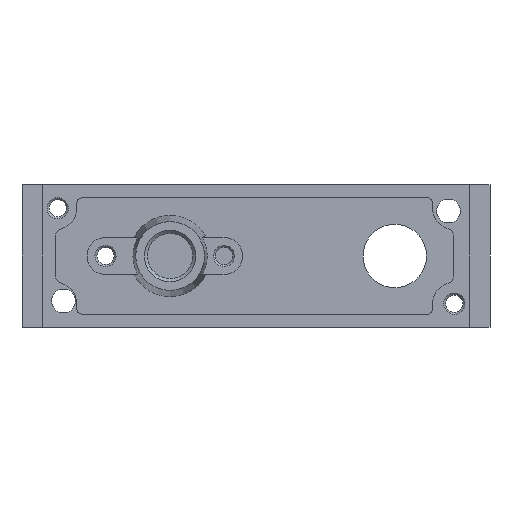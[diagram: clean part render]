
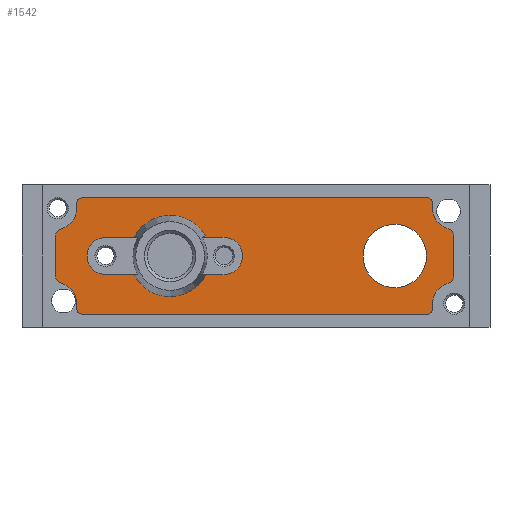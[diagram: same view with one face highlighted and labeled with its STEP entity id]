
A CAD part, front view. The second image highlights one B-rep face of the part: STEP entity #1542.
In plain terms, the highlighted planar face has unit normal (0, -1, 0).
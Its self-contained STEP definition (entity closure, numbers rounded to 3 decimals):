
#146=LINE('',#2501,#282);
#150=LINE('',#2513,#286);
#153=LINE('',#2521,#289);
#156=LINE('',#2529,#292);
#160=LINE('',#2541,#296);
#164=LINE('',#2553,#300);
#167=LINE('',#2561,#303);
#170=LINE('',#2569,#306);
#172=LINE('',#2575,#308);
#173=LINE('',#2579,#309);
#174=LINE('',#2580,#310);
#175=LINE('',#2584,#311);
#282=VECTOR('',#2015,1000.);
#286=VECTOR('',#2029,1000.);
#289=VECTOR('',#2038,1000.);
#292=VECTOR('',#2047,1000.);
#296=VECTOR('',#2061,1000.);
#300=VECTOR('',#2075,1000.);
#303=VECTOR('',#2084,1000.);
#306=VECTOR('',#2093,1000.);
#308=VECTOR('',#2101,1000.);
#309=VECTOR('',#2104,1000.);
#310=VECTOR('',#2105,1000.);
#311=VECTOR('',#2108,1000.);
#359=PLANE('',#1697);
#704=ORIENTED_EDGE('',*,*,#976,.F.);
#705=ORIENTED_EDGE('',*,*,#977,.F.);
#706=ORIENTED_EDGE('',*,*,#978,.F.);
#707=ORIENTED_EDGE('',*,*,#796,.F.);
#708=ORIENTED_EDGE('',*,*,#979,.F.);
#709=ORIENTED_EDGE('',*,*,#980,.F.);
#710=ORIENTED_EDGE('',*,*,#981,.F.);
#711=ORIENTED_EDGE('',*,*,#800,.F.);
#712=ORIENTED_EDGE('',*,*,#982,.F.);
#713=ORIENTED_EDGE('',*,*,#937,.F.);
#714=ORIENTED_EDGE('',*,*,#975,.T.);
#715=ORIENTED_EDGE('',*,*,#973,.F.);
#716=ORIENTED_EDGE('',*,*,#971,.F.);
#717=ORIENTED_EDGE('',*,*,#969,.F.);
#718=ORIENTED_EDGE('',*,*,#967,.F.);
#719=ORIENTED_EDGE('',*,*,#965,.F.);
#720=ORIENTED_EDGE('',*,*,#963,.T.);
#721=ORIENTED_EDGE('',*,*,#961,.F.);
#722=ORIENTED_EDGE('',*,*,#959,.F.);
#723=ORIENTED_EDGE('',*,*,#957,.F.);
#724=ORIENTED_EDGE('',*,*,#955,.T.);
#725=ORIENTED_EDGE('',*,*,#953,.F.);
#726=ORIENTED_EDGE('',*,*,#951,.F.);
#727=ORIENTED_EDGE('',*,*,#949,.F.);
#728=ORIENTED_EDGE('',*,*,#947,.F.);
#729=ORIENTED_EDGE('',*,*,#945,.F.);
#730=ORIENTED_EDGE('',*,*,#943,.T.);
#731=ORIENTED_EDGE('',*,*,#941,.F.);
#732=ORIENTED_EDGE('',*,*,#939,.F.);
#796=EDGE_CURVE('',#1006,#1007,#1152,.F.);
#800=EDGE_CURVE('',#1010,#1004,#1154,.F.);
#937=EDGE_CURVE('',#1112,#1113,#1194,.T.);
#939=EDGE_CURVE('',#1113,#1114,#146,.T.);
#941=EDGE_CURVE('',#1114,#1115,#1195,.T.);
#943=EDGE_CURVE('',#1116,#1115,#1196,.T.);
#945=EDGE_CURVE('',#1116,#1117,#150,.T.);
#947=EDGE_CURVE('',#1117,#1118,#1197,.T.);
#949=EDGE_CURVE('',#1118,#1119,#153,.T.);
#951=EDGE_CURVE('',#1119,#1120,#1198,.T.);
#953=EDGE_CURVE('',#1120,#1121,#156,.T.);
#955=EDGE_CURVE('',#1122,#1121,#1199,.T.);
#957=EDGE_CURVE('',#1122,#1123,#1200,.T.);
#959=EDGE_CURVE('',#1123,#1124,#160,.T.);
#961=EDGE_CURVE('',#1124,#1125,#1201,.T.);
#963=EDGE_CURVE('',#1126,#1125,#1202,.T.);
#965=EDGE_CURVE('',#1126,#1127,#164,.T.);
#967=EDGE_CURVE('',#1127,#1128,#1203,.T.);
#969=EDGE_CURVE('',#1128,#1129,#167,.T.);
#971=EDGE_CURVE('',#1129,#1130,#1204,.T.);
#973=EDGE_CURVE('',#1130,#1131,#170,.T.);
#975=EDGE_CURVE('',#1112,#1131,#1205,.T.);
#976=EDGE_CURVE('',#1132,#1010,#172,.T.);
#977=EDGE_CURVE('',#1133,#1132,#1206,.F.);
#978=EDGE_CURVE('',#1007,#1133,#173,.T.);
#979=EDGE_CURVE('',#1134,#1006,#174,.T.);
#980=EDGE_CURVE('',#1135,#1134,#1207,.F.);
#981=EDGE_CURVE('',#1004,#1135,#175,.T.);
#982=EDGE_CURVE('',#1136,#1136,#1208,.T.);
#1004=VERTEX_POINT('',#2192);
#1006=VERTEX_POINT('',#2199);
#1007=VERTEX_POINT('',#2201);
#1010=VERTEX_POINT('',#2213);
#1112=VERTEX_POINT('',#2496);
#1113=VERTEX_POINT('',#2498);
#1114=VERTEX_POINT('',#2502);
#1115=VERTEX_POINT('',#2506);
#1116=VERTEX_POINT('',#2510);
#1117=VERTEX_POINT('',#2514);
#1118=VERTEX_POINT('',#2518);
#1119=VERTEX_POINT('',#2522);
#1120=VERTEX_POINT('',#2526);
#1121=VERTEX_POINT('',#2530);
#1122=VERTEX_POINT('',#2534);
#1123=VERTEX_POINT('',#2538);
#1124=VERTEX_POINT('',#2542);
#1125=VERTEX_POINT('',#2546);
#1126=VERTEX_POINT('',#2550);
#1127=VERTEX_POINT('',#2554);
#1128=VERTEX_POINT('',#2558);
#1129=VERTEX_POINT('',#2562);
#1130=VERTEX_POINT('',#2566);
#1131=VERTEX_POINT('',#2570);
#1132=VERTEX_POINT('',#2576);
#1133=VERTEX_POINT('',#2578);
#1134=VERTEX_POINT('',#2581);
#1135=VERTEX_POINT('',#2583);
#1136=VERTEX_POINT('',#2586);
#1152=CIRCLE('',#1580,7.681);
#1154=CIRCLE('',#1582,7.681);
#1194=CIRCLE('',#1666,1.5);
#1195=CIRCLE('',#1669,1.5);
#1196=CIRCLE('',#1671,4.);
#1197=CIRCLE('',#1674,1.);
#1198=CIRCLE('',#1677,1.);
#1199=CIRCLE('',#1680,4.);
#1200=CIRCLE('',#1682,1.5);
#1201=CIRCLE('',#1685,1.5);
#1202=CIRCLE('',#1687,4.);
#1203=CIRCLE('',#1690,1.);
#1204=CIRCLE('',#1693,1.);
#1205=CIRCLE('',#1696,4.);
#1206=CIRCLE('',#1698,3.5);
#1207=CIRCLE('',#1699,3.5);
#1208=CIRCLE('',#1700,6.);
#1306=EDGE_LOOP('',(#704,#705,#706,#707,#708,#709,#710,#711));
#1307=EDGE_LOOP('',(#712));
#1308=EDGE_LOOP('',(#713,#714,#715,#716,#717,#718,#719,#720,#721,#722,#723,
#724,#725,#726,#727,#728,#729,#730,#731,#732));
#1430=FACE_BOUND('',#1306,.T.);
#1431=FACE_BOUND('',#1307,.T.);
#1432=FACE_BOUND('',#1308,.T.);
#1542=ADVANCED_FACE('',(#1430,#1431,#1432),#359,.F.);
#1580=AXIS2_PLACEMENT_3D('',#2200,#1741,#1742);
#1582=AXIS2_PLACEMENT_3D('',#2214,#1745,#1746);
#1666=AXIS2_PLACEMENT_3D('',#2497,#2010,#2011);
#1669=AXIS2_PLACEMENT_3D('',#2505,#2019,#2020);
#1671=AXIS2_PLACEMENT_3D('',#2509,#2024,#2025);
#1674=AXIS2_PLACEMENT_3D('',#2517,#2033,#2034);
#1677=AXIS2_PLACEMENT_3D('',#2525,#2042,#2043);
#1680=AXIS2_PLACEMENT_3D('',#2533,#2051,#2052);
#1682=AXIS2_PLACEMENT_3D('',#2537,#2056,#2057);
#1685=AXIS2_PLACEMENT_3D('',#2545,#2065,#2066);
#1687=AXIS2_PLACEMENT_3D('',#2549,#2070,#2071);
#1690=AXIS2_PLACEMENT_3D('',#2557,#2079,#2080);
#1693=AXIS2_PLACEMENT_3D('',#2565,#2088,#2089);
#1696=AXIS2_PLACEMENT_3D('',#2573,#2097,#2098);
#1697=AXIS2_PLACEMENT_3D('',#2574,#2099,#2100);
#1698=AXIS2_PLACEMENT_3D('',#2577,#2102,#2103);
#1699=AXIS2_PLACEMENT_3D('',#2582,#2106,#2107);
#1700=AXIS2_PLACEMENT_3D('',#2585,#2109,#2110);
#1741=DIRECTION('',(0.,1.,0.));
#1742=DIRECTION('',(0.,0.,1.));
#1745=DIRECTION('',(0.,1.,0.));
#1746=DIRECTION('',(0.,0.,1.));
#2010=DIRECTION('',(0.,1.,0.));
#2011=DIRECTION('',(1.,0.,0.));
#2015=DIRECTION('',(0.,0.,1.));
#2019=DIRECTION('',(0.,1.,0.));
#2020=DIRECTION('',(1.,0.,0.));
#2024=DIRECTION('',(0.,1.,0.));
#2025=DIRECTION('',(1.,0.,0.));
#2029=DIRECTION('',(0.,0.,1.));
#2033=DIRECTION('',(0.,1.,0.));
#2034=DIRECTION('',(1.,0.,0.));
#2038=DIRECTION('',(1.,0.,0.));
#2042=DIRECTION('',(0.,1.,0.));
#2043=DIRECTION('',(1.,0.,0.));
#2047=DIRECTION('',(0.,0.,-1.));
#2051=DIRECTION('',(0.,1.,0.));
#2052=DIRECTION('',(1.,0.,0.));
#2056=DIRECTION('',(0.,1.,0.));
#2057=DIRECTION('',(1.,0.,0.));
#2061=DIRECTION('',(0.,0.,-1.));
#2065=DIRECTION('',(0.,1.,0.));
#2066=DIRECTION('',(1.,0.,0.));
#2070=DIRECTION('',(0.,1.,0.));
#2071=DIRECTION('',(1.,0.,0.));
#2075=DIRECTION('',(0.,0.,-1.));
#2079=DIRECTION('',(0.,1.,0.));
#2080=DIRECTION('',(1.,0.,0.));
#2084=DIRECTION('',(-1.,0.,0.));
#2088=DIRECTION('',(0.,1.,0.));
#2089=DIRECTION('',(1.,0.,0.));
#2093=DIRECTION('',(0.,0.,1.));
#2097=DIRECTION('',(0.,1.,0.));
#2098=DIRECTION('',(1.,0.,0.));
#2099=DIRECTION('',(0.,1.,0.));
#2100=DIRECTION('',(0.,0.,1.));
#2101=DIRECTION('',(1.,0.,0.));
#2102=DIRECTION('',(0.,1.,0.));
#2103=DIRECTION('',(0.,0.,1.));
#2104=DIRECTION('',(-1.,0.,0.));
#2105=DIRECTION('',(-1.,0.,0.));
#2106=DIRECTION('',(0.,1.,0.));
#2107=DIRECTION('',(0.,0.,1.));
#2108=DIRECTION('',(1.,0.,0.));
#2109=DIRECTION('',(0.,-1.,0.));
#2110=DIRECTION('',(0.,0.,-1.));
#2192=CARTESIAN_POINT('',(34.837,13.5,-3.5));
#2199=CARTESIAN_POINT('',(34.837,13.5,3.5));
#2200=CARTESIAN_POINT('',(28.,13.5,0.));
#2201=CARTESIAN_POINT('',(21.163,13.5,3.5));
#2213=CARTESIAN_POINT('',(21.163,13.5,-3.5));
#2214=CARTESIAN_POINT('',(28.,13.5,0.));
#2496=CARTESIAN_POINT('',(7.441,13.5,-5.152));
#2497=CARTESIAN_POINT('',(7.85,13.5,-3.708));
#2498=CARTESIAN_POINT('',(6.35,13.5,-3.708));
#2501=CARTESIAN_POINT('',(6.35,13.5,-3.708));
#2502=CARTESIAN_POINT('',(6.35,13.5,3.708));
#2505=CARTESIAN_POINT('',(7.85,13.5,3.708));
#2506=CARTESIAN_POINT('',(7.441,13.5,5.152));
#2509=CARTESIAN_POINT('',(6.35,13.5,9.));
#2510=CARTESIAN_POINT('',(10.35,13.5,9.));
#2513=CARTESIAN_POINT('',(10.35,13.5,9.));
#2514=CARTESIAN_POINT('',(10.35,13.5,10.));
#2517=CARTESIAN_POINT('',(11.35,13.5,10.));
#2518=CARTESIAN_POINT('',(11.35,13.5,11.));
#2521=CARTESIAN_POINT('',(11.35,13.5,11.));
#2522=CARTESIAN_POINT('',(76.65,13.5,11.));
#2525=CARTESIAN_POINT('',(76.65,13.5,10.));
#2526=CARTESIAN_POINT('',(77.65,13.5,10.));
#2529=CARTESIAN_POINT('',(77.65,13.5,10.));
#2530=CARTESIAN_POINT('',(77.65,13.5,9.));
#2533=CARTESIAN_POINT('',(81.65,13.5,9.));
#2534=CARTESIAN_POINT('',(80.559,13.5,5.152));
#2537=CARTESIAN_POINT('',(80.15,13.5,3.708));
#2538=CARTESIAN_POINT('',(81.65,13.5,3.708));
#2541=CARTESIAN_POINT('',(81.65,13.5,3.708));
#2542=CARTESIAN_POINT('',(81.65,13.5,-3.708));
#2545=CARTESIAN_POINT('',(80.15,13.5,-3.708));
#2546=CARTESIAN_POINT('',(80.559,13.5,-5.152));
#2549=CARTESIAN_POINT('',(81.65,13.5,-9.));
#2550=CARTESIAN_POINT('',(77.65,13.5,-9.));
#2553=CARTESIAN_POINT('',(77.65,13.5,-9.));
#2554=CARTESIAN_POINT('',(77.65,13.5,-10.));
#2557=CARTESIAN_POINT('',(76.65,13.5,-10.));
#2558=CARTESIAN_POINT('',(76.65,13.5,-11.));
#2561=CARTESIAN_POINT('',(76.65,13.5,-11.));
#2562=CARTESIAN_POINT('',(11.35,13.5,-11.));
#2565=CARTESIAN_POINT('',(11.35,13.5,-10.));
#2566=CARTESIAN_POINT('',(10.35,13.5,-10.));
#2569=CARTESIAN_POINT('',(10.35,13.5,-10.));
#2570=CARTESIAN_POINT('',(10.35,13.5,-9.));
#2573=CARTESIAN_POINT('',(6.35,13.5,-9.));
#2574=CARTESIAN_POINT('',(7.85,13.5,-3.708));
#2575=CARTESIAN_POINT('',(7.85,13.5,-3.5));
#2576=CARTESIAN_POINT('',(15.8,13.5,-3.5));
#2577=CARTESIAN_POINT('',(15.8,13.5,0.));
#2578=CARTESIAN_POINT('',(15.8,13.5,3.5));
#2579=CARTESIAN_POINT('',(7.85,13.5,3.5));
#2580=CARTESIAN_POINT('',(7.85,13.5,3.5));
#2581=CARTESIAN_POINT('',(38.2,13.5,3.5));
#2582=CARTESIAN_POINT('',(38.2,13.5,0.));
#2583=CARTESIAN_POINT('',(38.2,13.5,-3.5));
#2584=CARTESIAN_POINT('',(7.85,13.5,-3.5));
#2585=CARTESIAN_POINT('',(70.5,13.5,0.));
#2586=CARTESIAN_POINT('',(70.5,13.5,-6.));
